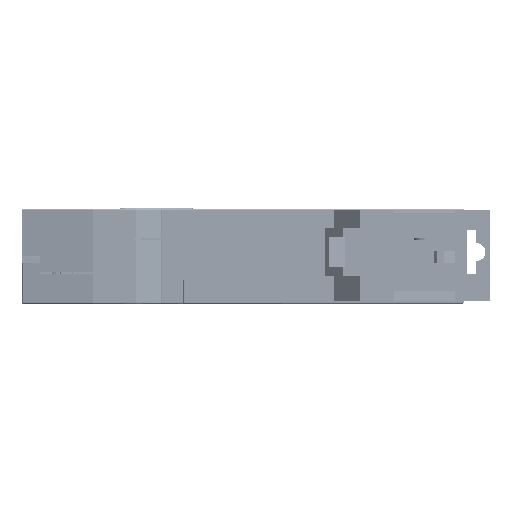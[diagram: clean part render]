
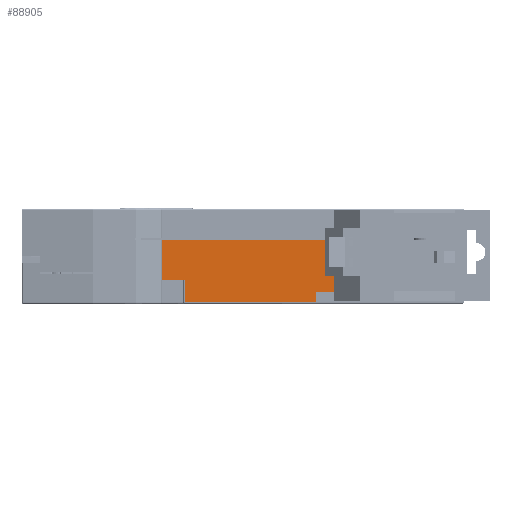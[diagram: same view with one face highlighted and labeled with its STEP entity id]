
A CAD part, front view. The second image highlights one B-rep face of the part: STEP entity #88905.
In plain terms, the highlighted planar face has unit normal (0, -1, 0).
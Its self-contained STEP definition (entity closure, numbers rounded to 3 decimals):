
#6217=FACE_OUTER_BOUND('',#11243,.T.);
#11243=EDGE_LOOP('',(#61512,#61513,#61514,#61515,#61516,#61517,#61518,#61519,
#61520,#61521));
#16568=LINE('',#127977,#26294);
#16569=LINE('',#127982,#26295);
#16570=LINE('',#127990,#26296);
#16580=LINE('',#128036,#26306);
#16581=LINE('',#128041,#26307);
#16583=LINE('',#128049,#26309);
#17093=LINE('',#129786,#26819);
#17746=LINE('',#132141,#27472);
#17763=LINE('',#132174,#27489);
#17764=LINE('',#132176,#27490);
#26294=VECTOR('',#101860,1.85);
#26295=VECTOR('',#101867,24.094);
#26296=VECTOR('',#101878,4.15);
#26306=VECTOR('',#101910,4.15);
#26307=VECTOR('',#101917,0.8);
#26309=VECTOR('',#101927,11.55);
#26819=VECTOR('',#103079,4.3);
#27472=VECTOR('',#104926,35.5);
#27489=VECTOR('',#104961,9.7);
#27490=VECTOR('',#104964,6.306);
#36042=VERTEX_POINT('',#127969);
#36045=VERTEX_POINT('',#127975);
#36046=VERTEX_POINT('',#127981);
#36048=VERTEX_POINT('',#127989);
#36056=VERTEX_POINT('',#128032);
#36057=VERTEX_POINT('',#128034);
#36058=VERTEX_POINT('',#128040);
#36060=VERTEX_POINT('',#128048);
#36607=VERTEX_POINT('',#129784);
#37199=VERTEX_POINT('',#132140);
#44841=EDGE_CURVE('',#36045,#36042,#16568,.T.);
#44843=EDGE_CURVE('',#36042,#36046,#16569,.T.);
#44847=EDGE_CURVE('',#36046,#36048,#16570,.T.);
#44863=EDGE_CURVE('',#36057,#36056,#16580,.T.);
#44865=EDGE_CURVE('',#36056,#36058,#16581,.T.);
#44869=EDGE_CURVE('',#36058,#36060,#16583,.T.);
#45571=EDGE_CURVE('',#36045,#36607,#17093,.T.);
#46506=EDGE_CURVE('',#37199,#36060,#17746,.T.);
#46523=EDGE_CURVE('',#36607,#37199,#17763,.T.);
#46524=EDGE_CURVE('',#36057,#36048,#17764,.T.);
#61512=ORIENTED_EDGE('',*,*,#44843,.F.);
#61513=ORIENTED_EDGE('',*,*,#44841,.F.);
#61514=ORIENTED_EDGE('',*,*,#45571,.T.);
#61515=ORIENTED_EDGE('',*,*,#46523,.T.);
#61516=ORIENTED_EDGE('',*,*,#46506,.T.);
#61517=ORIENTED_EDGE('',*,*,#44869,.F.);
#61518=ORIENTED_EDGE('',*,*,#44865,.F.);
#61519=ORIENTED_EDGE('',*,*,#44863,.F.);
#61520=ORIENTED_EDGE('',*,*,#46524,.T.);
#61521=ORIENTED_EDGE('',*,*,#44847,.F.);
#85415=PLANE('',#94448);
#88905=ADVANCED_FACE('',(#6217),#85415,.F.);
#94448=AXIS2_PLACEMENT_3D('',#132175,#104962,#104963);
#101860=DIRECTION('',(0.,0.,-1.));
#101867=DIRECTION('',(-1.,0.,0.));
#101878=DIRECTION('',(0.,0.,1.));
#101910=DIRECTION('',(0.,0.,-1.));
#101917=DIRECTION('',(-1.,0.,0.));
#101927=DIRECTION('',(0.,0.,1.));
#103079=DIRECTION('',(1.,0.,0.));
#104926=DIRECTION('',(-1.,0.,0.));
#104961=DIRECTION('',(0.,0.,1.));
#104962=DIRECTION('center_axis',(0.,1.,0.));
#104963=DIRECTION('ref_axis',(0.,0.,1.));
#104964=DIRECTION('',(1.,0.,0.));
#127969=CARTESIAN_POINT('',(13.4,-19.,-12.9));
#127975=CARTESIAN_POINT('',(13.4,-19.,-11.05));
#127977=CARTESIAN_POINT('',(13.4,-19.,-11.05));
#127981=CARTESIAN_POINT('',(-10.694,-19.,-12.9));
#127982=CARTESIAN_POINT('',(13.4,-19.,-12.9));
#127989=CARTESIAN_POINT('',(-10.694,-19.,-8.75));
#127990=CARTESIAN_POINT('',(-10.694,-19.,-12.9));
#128032=CARTESIAN_POINT('',(-17.,-19.,-12.9));
#128034=CARTESIAN_POINT('',(-17.,-19.,-8.75));
#128036=CARTESIAN_POINT('',(-17.,-19.,-8.75));
#128040=CARTESIAN_POINT('',(-17.8,-19.,-12.9));
#128041=CARTESIAN_POINT('',(-17.,-19.,-12.9));
#128048=CARTESIAN_POINT('',(-17.8,-19.,-1.35));
#128049=CARTESIAN_POINT('',(-17.8,-19.,-12.9));
#129784=CARTESIAN_POINT('',(17.7,-19.,-11.05));
#129786=CARTESIAN_POINT('',(13.4,-19.,-11.05));
#132140=CARTESIAN_POINT('',(17.7,-19.,-1.35));
#132141=CARTESIAN_POINT('',(17.7,-19.,-1.35));
#132174=CARTESIAN_POINT('',(17.7,-19.,-11.05));
#132175=CARTESIAN_POINT('Origin',(-0.05,-19.,-1.119));
#132176=CARTESIAN_POINT('',(-17.,-19.,-8.75));
